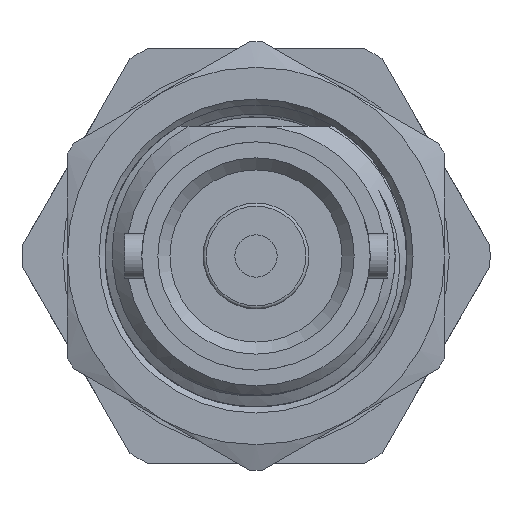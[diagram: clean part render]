
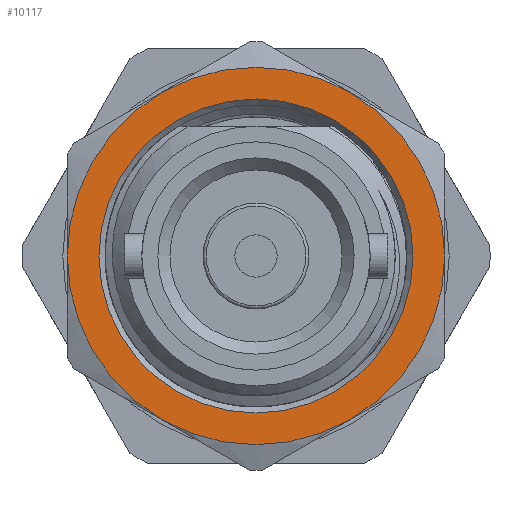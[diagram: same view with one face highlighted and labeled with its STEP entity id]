
A CAD part, left-side view. The second image highlights one B-rep face of the part: STEP entity #10117.
In plain terms, the highlighted planar face has unit normal (-1, 0, 0).
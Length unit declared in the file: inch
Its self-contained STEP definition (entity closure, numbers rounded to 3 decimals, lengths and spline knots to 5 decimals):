
#9 = CARTESIAN_POINT ( 'NONE',  ( 0.65026, 0., 0. ) ) ;
#31 = CARTESIAN_POINT ( 'NONE',  ( 0.65026, 0., 0. ) ) ;
#35 = AXIS2_PLACEMENT_3D ( 'NONE', #937, #4062, #17624 ) ;
#493 = CARTESIAN_POINT ( 'NONE',  ( 0.65026, 0.15625, -0.27063 ) ) ;
#937 = CARTESIAN_POINT ( 'NONE',  ( 0.65026, 0., 0. ) ) ;
#1181 = VERTEX_POINT ( 'NONE', #9312 ) ;
#1352 = DIRECTION ( 'NONE',  ( 0., 0., 1. ) ) ;
#2024 = CIRCLE ( 'NONE', #7709, 0.3125 ) ;
#2491 = ORIENTED_EDGE ( 'NONE', *, *, #17158, .T. ) ;
#2623 = DIRECTION ( 'NONE',  ( -1., 0., 0. ) ) ;
#2822 = VERTEX_POINT ( 'NONE', #493 ) ;
#3212 = CARTESIAN_POINT ( 'NONE',  ( 0.65026, 0., 0. ) ) ;
#3479 = EDGE_CURVE ( 'NONE', #1181, #1181, #10528, .T. ) ;
#3707 = DIRECTION ( 'NONE',  ( 0., 0., 1. ) ) ;
#4062 = DIRECTION ( 'NONE',  ( -1., 0., 0. ) ) ;
#4543 = DIRECTION ( 'NONE',  ( 0., 1., 0. ) ) ;
#4828 = ORIENTED_EDGE ( 'NONE', *, *, #3479, .T. ) ;
#4842 = CIRCLE ( 'NONE', #21186, 0.3125 ) ;
#5242 = DIRECTION ( 'NONE',  ( -1., 0., 0. ) ) ;
#5768 = VERTEX_POINT ( 'NONE', #21928 ) ;
#5810 = EDGE_CURVE ( 'NONE', #20536, #11216, #2024, .T. ) ;
#5923 = DIRECTION ( 'NONE',  ( 1., 0., 0. ) ) ;
#6265 = CARTESIAN_POINT ( 'NONE',  ( 0.65026, -0.15625, -0.27063 ) ) ;
#6548 = ORIENTED_EDGE ( 'NONE', *, *, #20291, .T. ) ;
#6600 = ORIENTED_EDGE ( 'NONE', *, *, #13177, .T. ) ;
#6603 = EDGE_CURVE ( 'NONE', #11216, #19384, #15184, .T. ) ;
#7646 = ORIENTED_EDGE ( 'NONE', *, *, #6603, .T. ) ;
#7709 = AXIS2_PLACEMENT_3D ( 'NONE', #9, #5242, #8128 ) ;
#8128 = DIRECTION ( 'NONE',  ( 0., 0., 1. ) ) ;
#8412 = AXIS2_PLACEMENT_3D ( 'NONE', #10212, #20229, #11888 ) ;
#8687 = CARTESIAN_POINT ( 'NONE',  ( 0.65026, -0.15625, 0.27063 ) ) ;
#8720 = CIRCLE ( 'NONE', #13018, 0.3125 ) ;
#8790 = DIRECTION ( 'NONE',  ( 0., 0., 1. ) ) ;
#9312 = CARTESIAN_POINT ( 'NONE',  ( 0.65026, 0., 0.26 ) ) ;
#9504 = DIRECTION ( 'NONE',  ( 0., 0., 1. ) ) ;
#9652 = FACE_BOUND ( 'NONE', #19113, .T. ) ;
#10117 = ADVANCED_FACE ( 'NONE', ( #9652, #14774 ), #15002, .T. ) ;
#10212 = CARTESIAN_POINT ( 'NONE',  ( 0.65026, 0., 0. ) ) ;
#10528 = CIRCLE ( 'NONE', #12676, 0.26 ) ;
#10739 = ORIENTED_EDGE ( 'NONE', *, *, #5810, .T. ) ;
#10797 = DIRECTION ( 'NONE',  ( -1., 0., 0. ) ) ;
#11216 = VERTEX_POINT ( 'NONE', #17366 ) ;
#11888 = DIRECTION ( 'NONE',  ( 0., 0., 1. ) ) ;
#12286 = CIRCLE ( 'NONE', #17595, 0.3125 ) ;
#12676 = AXIS2_PLACEMENT_3D ( 'NONE', #14383, #5923, #1352 ) ;
#13018 = AXIS2_PLACEMENT_3D ( 'NONE', #16094, #2623, #9504 ) ;
#13177 = EDGE_CURVE ( 'NONE', #5768, #2822, #8720, .T. ) ;
#14383 = CARTESIAN_POINT ( 'NONE',  ( 0.65026, 0., 0. ) ) ;
#14758 = ORIENTED_EDGE ( 'NONE', *, *, #14936, .T. ) ;
#14774 = FACE_OUTER_BOUND ( 'NONE', #18533, .T. ) ;
#14936 = EDGE_CURVE ( 'NONE', #2822, #20536, #4842, .T. ) ;
#15002 = PLANE ( 'NONE',  #15517 ) ;
#15184 = CIRCLE ( 'NONE', #8412, 0.3125 ) ;
#15186 = VERTEX_POINT ( 'NONE', #21150 ) ;
#15517 = AXIS2_PLACEMENT_3D ( 'NONE', #3212, #21449, #4543 ) ;
#16094 = CARTESIAN_POINT ( 'NONE',  ( 0.65026, 0., 0. ) ) ;
#17158 = EDGE_CURVE ( 'NONE', #15186, #5768, #12286, .T. ) ;
#17264 = DIRECTION ( 'NONE',  ( -1., 0., 0. ) ) ;
#17366 = CARTESIAN_POINT ( 'NONE',  ( 0.65026, -0.3125, 0. ) ) ;
#17595 = AXIS2_PLACEMENT_3D ( 'NONE', #19256, #10797, #8790 ) ;
#17624 = DIRECTION ( 'NONE',  ( 0., 0., 1. ) ) ;
#17796 = CIRCLE ( 'NONE', #35, 0.3125 ) ;
#18533 = EDGE_LOOP ( 'NONE', ( #6548, #2491, #6600, #14758, #10739, #7646 ) ) ;
#19113 = EDGE_LOOP ( 'NONE', ( #4828 ) ) ;
#19256 = CARTESIAN_POINT ( 'NONE',  ( 0.65026, 0., 0. ) ) ;
#19384 = VERTEX_POINT ( 'NONE', #8687 ) ;
#20229 = DIRECTION ( 'NONE',  ( -1., 0., 0. ) ) ;
#20291 = EDGE_CURVE ( 'NONE', #19384, #15186, #17796, .T. ) ;
#20536 = VERTEX_POINT ( 'NONE', #6265 ) ;
#21150 = CARTESIAN_POINT ( 'NONE',  ( 0.65026, 0.15625, 0.27063 ) ) ;
#21186 = AXIS2_PLACEMENT_3D ( 'NONE', #31, #17264, #3707 ) ;
#21449 = DIRECTION ( 'NONE',  ( -1., 0., 0. ) ) ;
#21928 = CARTESIAN_POINT ( 'NONE',  ( 0.65026, 0.3125, 0. ) ) ;
